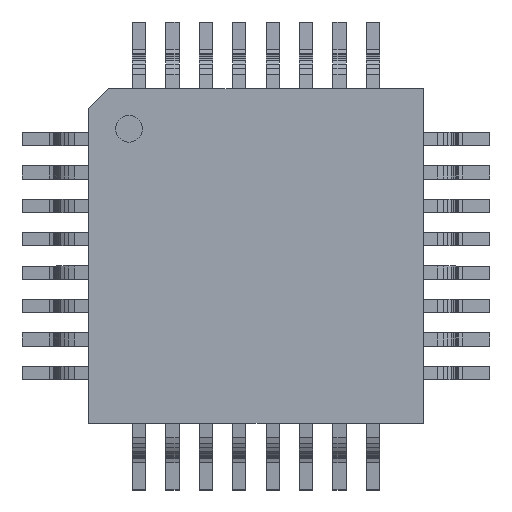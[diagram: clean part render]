
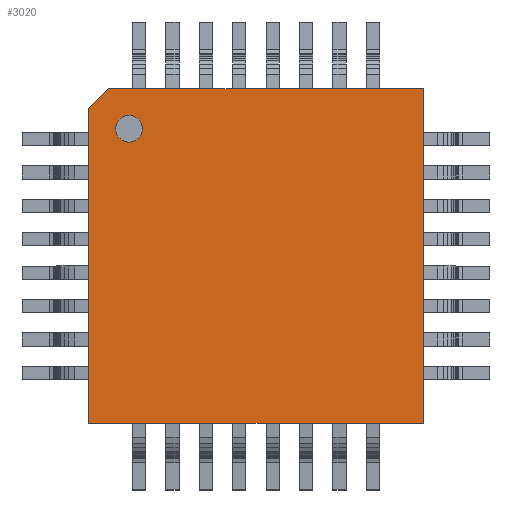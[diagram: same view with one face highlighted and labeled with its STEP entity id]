
A CAD part, top view. The second image highlights one B-rep face of the part: STEP entity #3020.
In plain terms, the highlighted planar face has unit normal (0, 0, 1).
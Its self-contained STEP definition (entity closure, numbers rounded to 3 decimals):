
#133 = EDGE_CURVE ( 'NONE', #2087, #2831, #5101, .T. ) ;
#243 = PLANE ( 'NONE',  #1211 ) ;
#390 = CARTESIAN_POINT ( 'NONE',  ( -2.5, -2.2, 1.2 ) ) ;
#438 = EDGE_CURVE ( 'NONE', #4200, #1575, #1559, .T. ) ;
#536 = CARTESIAN_POINT ( 'NONE',  ( 2.5, 2.5, 1.2 ) ) ;
#546 = VECTOR ( 'NONE', #4333, 1000. ) ;
#608 = ORIENTED_EDGE ( 'NONE', *, *, #2590, .F. ) ;
#1046 = DIRECTION ( 'NONE',  ( 0., -1., 0. ) ) ;
#1057 = CARTESIAN_POINT ( 'NONE',  ( 2.5, -2.5, 1.2 ) ) ;
#1082 = DIRECTION ( 'NONE',  ( 1., 0., 0. ) ) ;
#1211 = AXIS2_PLACEMENT_3D ( 'NONE', #3385, #5195, #2032 ) ;
#1559 = LINE ( 'NONE', #3839, #2043 ) ;
#1575 = VERTEX_POINT ( 'NONE', #5592 ) ;
#1755 = CARTESIAN_POINT ( 'NONE',  ( -2.2, -2.5, 1.2 ) ) ;
#1872 = ORIENTED_EDGE ( 'NONE', *, *, #3282, .T. ) ;
#1910 = CARTESIAN_POINT ( 'NONE',  ( -2.5, -2.2, 1.2 ) ) ;
#2032 = DIRECTION ( 'NONE',  ( 1., 0., 0. ) ) ;
#2043 = VECTOR ( 'NONE', #3901, 1000. ) ;
#2087 = VERTEX_POINT ( 'NONE', #4881 ) ;
#2235 = VECTOR ( 'NONE', #1082, 1000. ) ;
#2361 = LINE ( 'NONE', #1057, #546 ) ;
#2520 = CARTESIAN_POINT ( 'NONE',  ( 2.5, -2.5, 1.2 ) ) ;
#2577 = LINE ( 'NONE', #390, #3382 ) ;
#2590 = EDGE_CURVE ( 'NONE', #2831, #5583, #2361, .T. ) ;
#2831 = VERTEX_POINT ( 'NONE', #2520 ) ;
#3020 = ADVANCED_FACE ( 'NONE', ( #3327 ), #243, .T. ) ;
#3042 = ORIENTED_EDGE ( 'NONE', *, *, #438, .F. ) ;
#3058 = EDGE_CURVE ( 'NONE', #1575, #2087, #3889, .T. ) ;
#3218 = ORIENTED_EDGE ( 'NONE', *, *, #133, .F. ) ;
#3282 = EDGE_CURVE ( 'NONE', #4200, #5583, #2577, .T. ) ;
#3327 = FACE_OUTER_BOUND ( 'NONE', #4100, .T. ) ;
#3382 = VECTOR ( 'NONE', #3529, 1000. ) ;
#3385 = CARTESIAN_POINT ( 'NONE',  ( -2.2, -2.5, 1.2 ) ) ;
#3529 = DIRECTION ( 'NONE',  ( 0.707, -0.707, 0. ) ) ;
#3839 = CARTESIAN_POINT ( 'NONE',  ( -2.5, -2.2, 1.2 ) ) ;
#3889 = LINE ( 'NONE', #5135, #2235 ) ;
#3901 = DIRECTION ( 'NONE',  ( 0., 1., 0. ) ) ;
#4100 = EDGE_LOOP ( 'NONE', ( #3042, #1872, #608, #3218, #4262 ) ) ;
#4200 = VERTEX_POINT ( 'NONE', #1910 ) ;
#4262 = ORIENTED_EDGE ( 'NONE', *, *, #3058, .F. ) ;
#4333 = DIRECTION ( 'NONE',  ( -1., 0., 0. ) ) ;
#4881 = CARTESIAN_POINT ( 'NONE',  ( 2.5, 2.5, 1.2 ) ) ;
#5101 = LINE ( 'NONE', #536, #5570 ) ;
#5135 = CARTESIAN_POINT ( 'NONE',  ( -2.5, 2.5, 1.2 ) ) ;
#5195 = DIRECTION ( 'NONE',  ( 0., 0., 1. ) ) ;
#5570 = VECTOR ( 'NONE', #1046, 1000. ) ;
#5583 = VERTEX_POINT ( 'NONE', #1755 ) ;
#5592 = CARTESIAN_POINT ( 'NONE',  ( -2.5, 2.5, 1.2 ) ) ;
